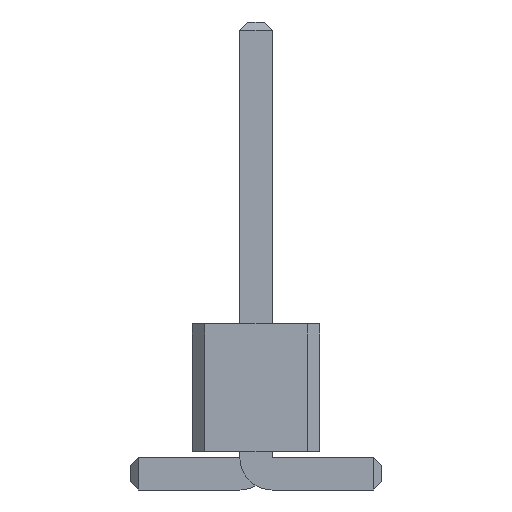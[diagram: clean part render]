
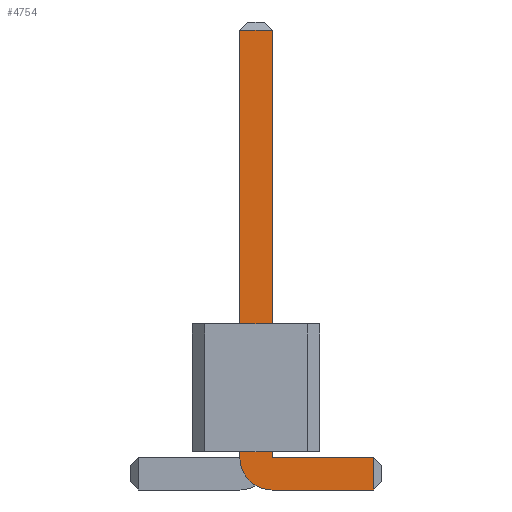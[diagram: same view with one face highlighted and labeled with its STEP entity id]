
A CAD part, front view. The second image highlights one B-rep face of the part: STEP entity #4754.
In plain terms, the highlighted planar face has unit normal (0, -1, 0).
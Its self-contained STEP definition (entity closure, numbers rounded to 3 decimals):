
#67=DIRECTION('',(1.,0.,0.));
#2150=VECTOR('',#67,1.);
#2203=DIRECTION('',(-1.,0.,0.));
#4283=VECTOR('',#2203,1.);
#4560=DIRECTION('',(-0.,1.,0.));
#4561=DIRECTION('',(0.,0.,-1.));
#4568=VECTOR('',#4569,1.);
#4569=DIRECTION('',(0.,0.,1.));
#4580=VECTOR('',#4561,1.);
#4592=DIRECTION('',(0.,1.,0.));
#4593=DIRECTION('',(1.,0.,0.));
#4600=VERTEX_POINT('',#4601);
#4601=CARTESIAN_POINT('',(2.34,-46.04,0.));
#4604=ORIENTED_EDGE('',*,*,#4605,.T.);
#4605=EDGE_CURVE('',#4600,#4606,#4608,.T.);
#4606=VERTEX_POINT('',#4607);
#4607=CARTESIAN_POINT('',(0.32,-46.04,0.));
#4608=LINE('',#4609,#4283);
#4609=CARTESIAN_POINT('',(2.5,-46.04,0.));
#4648=VERTEX_POINT('',#4649);
#4649=CARTESIAN_POINT('',(-0.32,-46.04,0.64));
#4652=EDGE_CURVE('',#4606,#4648,#4653,.T.);
#4653=CIRCLE('',#4654,0.64);
#4654=AXIS2_PLACEMENT_3D('',#4655,#4560,#4561);
#4655=CARTESIAN_POINT('',(0.32,-46.04,0.64));
#4664=VERTEX_POINT('',#4655);
#4666=ORIENTED_EDGE('',*,*,#4667,.T.);
#4667=EDGE_CURVE('',#4664,#4668,#4670,.T.);
#4668=VERTEX_POINT('',#4669);
#4669=CARTESIAN_POINT('',(2.34,-46.04,0.64));
#4670=LINE('',#4655,#2150);
#4680=ORIENTED_EDGE('',*,*,#4681,.T.);
#4681=EDGE_CURVE('',#4648,#4682,#4684,.T.);
#4682=VERTEX_POINT('',#4683);
#4683=CARTESIAN_POINT('',(-0.32,-46.04,9.14));
#4684=LINE('',#4685,#4568);
#4685=CARTESIAN_POINT('',(-0.32,-46.04,0.));
#4698=VERTEX_POINT('',#4699);
#4699=CARTESIAN_POINT('',(0.32,-46.04,9.14));
#4701=ORIENTED_EDGE('',*,*,#4702,.T.);
#4702=EDGE_CURVE('',#4698,#4664,#4703,.T.);
#4703=LINE('',#4704,#4580);
#4704=CARTESIAN_POINT('',(0.32,-46.04,9.3));
#4754=ADVANCED_FACE('',(#4755),#4764,.F.);
#4755=FACE_BOUND('',#4756,.F.);
#4756=EDGE_LOOP('',(#4604,#4757,#4680,#4758,#4701,#4666,#4761));
#4757=ORIENTED_EDGE('',*,*,#4652,.T.);
#4758=ORIENTED_EDGE('',*,*,#4759,.T.);
#4759=EDGE_CURVE('',#4682,#4698,#4760,.T.);
#4760=LINE('',#4683,#2150);
#4761=ORIENTED_EDGE('',*,*,#4762,.T.);
#4762=EDGE_CURVE('',#4668,#4600,#4763,.T.);
#4763=LINE('',#4669,#4580);
#4764=PLANE('',#4765);
#4765=AXIS2_PLACEMENT_3D('',#4766,#4592,#4593);
#4766=CARTESIAN_POINT('',(0.311,-46.04,3.871));
